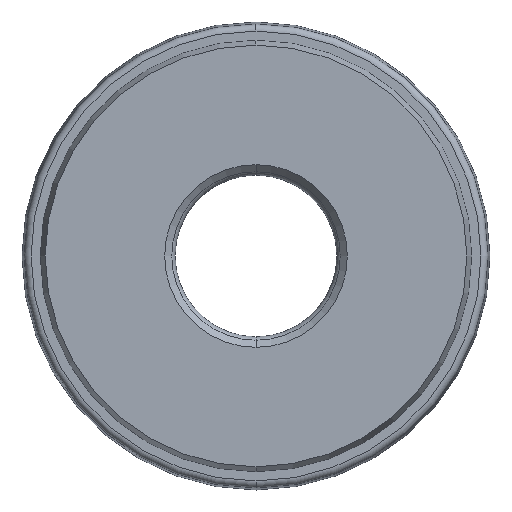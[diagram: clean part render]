
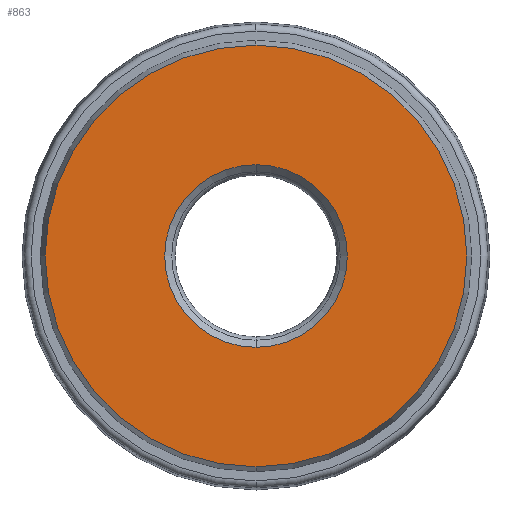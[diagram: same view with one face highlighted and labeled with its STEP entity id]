
A CAD part, left-side view. The second image highlights one B-rep face of the part: STEP entity #863.
In plain terms, the highlighted planar face has unit normal (-1, 0, 0).
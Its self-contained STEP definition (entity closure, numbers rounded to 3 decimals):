
#18 = CIRCLE ( 'NONE', #1048, 15. ) ;
#20 = CIRCLE ( 'NONE', #1009, 15. ) ;
#21 = FACE_OUTER_BOUND ( 'NONE', #256, .T. ) ;
#40 = CIRCLE ( 'NONE', #1029, 6.5 ) ;
#70 = FACE_BOUND ( 'NONE', #255, .T. ) ;
#86 = PLANE ( 'NONE',  #1028 ) ;
#106 = CARTESIAN_POINT ( 'NONE',  ( 0., 6., 0. ) ) ;
#109 = DIRECTION ( 'NONE',  ( 1., 0., 0. ) ) ;
#125 = DIRECTION ( 'NONE',  ( 0., 0., -1. ) ) ;
#134 = DIRECTION ( 'NONE',  ( 0., 0., 1. ) ) ;
#135 = CARTESIAN_POINT ( 'NONE',  ( 0., 0., 0. ) ) ;
#136 = CARTESIAN_POINT ( 'NONE',  ( 0., 0., 0. ) ) ;
#137 = DIRECTION ( 'NONE',  ( -1., 0., 0. ) ) ;
#142 = DIRECTION ( 'NONE',  ( 1., 0., 0. ) ) ;
#143 = DIRECTION ( 'NONE',  ( 0., 0., -1. ) ) ;
#146 = CARTESIAN_POINT ( 'NONE',  ( 0., 0., -15. ) ) ;
#255 = EDGE_LOOP ( 'NONE', ( #362, #366 ) ) ;
#256 = EDGE_LOOP ( 'NONE', ( #816, #843 ) ) ;
#300 = VERTEX_POINT ( 'NONE', #715 ) ;
#306 = DIRECTION ( 'NONE',  ( 0., 0., 1. ) ) ;
#316 = CARTESIAN_POINT ( 'NONE',  ( 0., 0., 0. ) ) ;
#327 = DIRECTION ( 'NONE',  ( -1., 0., 0. ) ) ;
#362 = ORIENTED_EDGE ( 'NONE', *, *, #745, .T. ) ;
#366 = ORIENTED_EDGE ( 'NONE', *, *, #787, .T. ) ;
#519 = VERTEX_POINT ( 'NONE', #706 ) ;
#534 = VERTEX_POINT ( 'NONE', #700 ) ;
#549 = VERTEX_POINT ( 'NONE', #146 ) ;
#700 = CARTESIAN_POINT ( 'NONE',  ( 0., 0., -6.5 ) ) ;
#706 = CARTESIAN_POINT ( 'NONE',  ( 0., 0., 15. ) ) ;
#715 = CARTESIAN_POINT ( 'NONE',  ( 0., 0., 6.5 ) ) ;
#745 = EDGE_CURVE ( 'NONE', #300, #534, #842, .T. ) ;
#778 = EDGE_CURVE ( 'NONE', #519, #549, #20, .T. ) ;
#785 = EDGE_CURVE ( 'NONE', #549, #519, #18, .T. ) ;
#787 = EDGE_CURVE ( 'NONE', #534, #300, #40, .T. ) ;
#816 = ORIENTED_EDGE ( 'NONE', *, *, #785, .T. ) ;
#842 = CIRCLE ( 'NONE', #1007, 6.5 ) ;
#843 = ORIENTED_EDGE ( 'NONE', *, *, #778, .T. ) ;
#863 = ADVANCED_FACE ( 'NONE', ( #70, #21 ), #86, .F. ) ;
#894 = DIRECTION ( 'NONE',  ( 0., 0., -1. ) ) ;
#984 = CARTESIAN_POINT ( 'NONE',  ( 0., 0., 0. ) ) ;
#985 = DIRECTION ( 'NONE',  ( 1., 0., 0. ) ) ;
#1007 = AXIS2_PLACEMENT_3D ( 'NONE', #984, #985, #894 ) ;
#1009 = AXIS2_PLACEMENT_3D ( 'NONE', #316, #327, #306 ) ;
#1028 = AXIS2_PLACEMENT_3D ( 'NONE', #106, #109, #125 ) ;
#1029 = AXIS2_PLACEMENT_3D ( 'NONE', #135, #142, #143 ) ;
#1048 = AXIS2_PLACEMENT_3D ( 'NONE', #136, #137, #134 ) ;
